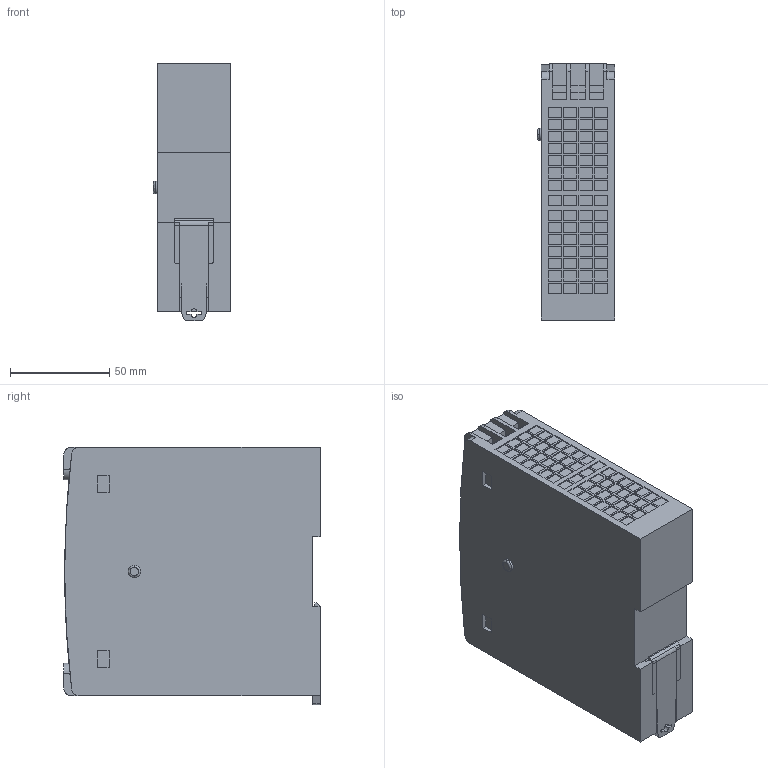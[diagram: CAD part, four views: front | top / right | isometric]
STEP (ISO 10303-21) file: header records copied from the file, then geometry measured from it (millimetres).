
FILE_DESCRIPTION (( 'STEP AP214' ), '1' );
FILE_NAME ('OUTSIDE-PS6R-F24.STEP', '2014-07-08T08:26:27', ( 'IDEC' ), ( '' ), 'SwSTEP 2.0', 'SolidWorks 2012', '' );
FILE_SCHEMA (( 'AUTOMOTIVE_DESIGN' ));
Length unit declared in the file: millimetre
Products named in the file (3): OUTSIDE-PS6R-J-Hook; OUTSIDE-PS6R-F24-Body; OUTSIDE-PS6R-F24
Assembly tree (2 placements, depth 2):
  OUTSIDE-PS6R-F24
    OUTSIDE-PS6R-F24-Body
    OUTSIDE-PS6R-J-Hook
Bounding box: 39 x 129 x 129.5 mm (x, y, z)
Volume: 578751.5 mm3; surface area: 58343 mm2
Topology: 2 solids, 2 shells, 885 faces, 2173 edges, 1437 vertices
Faces by surface type: plane 784, cylinder 83, torus 12, bspline 6
Entity records: 26495 total; most frequent: CARTESIAN_POINT 5322, ORIENTED_EDGE 4338, DIRECTION 4100, EDGE_CURVE 2169, VECTOR 1956, LINE 1956, VERTEX_POINT 1437, AXIS2_PLACEMENT_3D 1072
